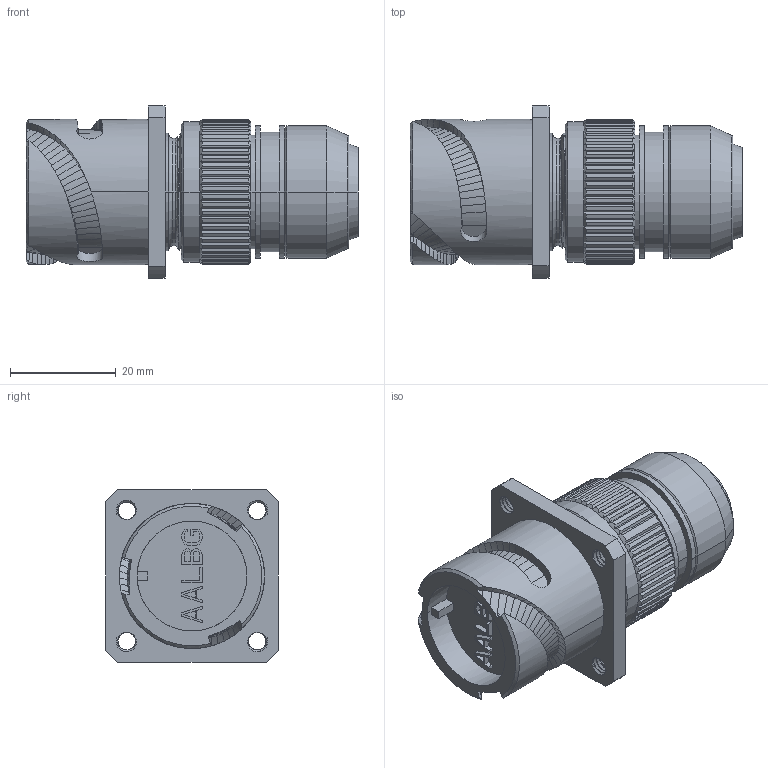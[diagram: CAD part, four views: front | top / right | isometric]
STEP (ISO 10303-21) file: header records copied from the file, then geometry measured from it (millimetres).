
FILE_DESCRIPTION((''),'2;1');
FILE_NAME('VG95234N-16_SW0001','2023-03-23T10:56:16',('paultorloting'),('NET AG system integration'),'CREO PARAMETRIC BY PTC INC, 2021404','CREO PARAMETRIC BY PTC INC, 2021404','');
FILE_SCHEMA(('AUTOMOTIVE_DESIGN { 1 0 10303 214 1 1 1 1 }'));
Length unit declared in the file: millimetre
Products named in the file (1): VG95234N-16_SW0001
Bounding box: 62.65 x 32.51 x 32.51 mm (x, y, z)
Volume: 30564.8 mm3; surface area: 9652.6 mm2
Topology: 1 solids, 1 shells, 753 faces, 2016 edges, 1295 vertices
Faces by surface type: plane 385, bspline 221, cylinder 117, cone 22, torus 8
Entity records: 34519 total; most frequent: CARTESIAN_POINT 13477, ORIENTED_EDGE 4032, DIRECTION 2673, EDGE_CURVE 2016, VERTEX_POINT 1295, VECTOR 1148, LINE 1148, EDGE_LOOP 791
